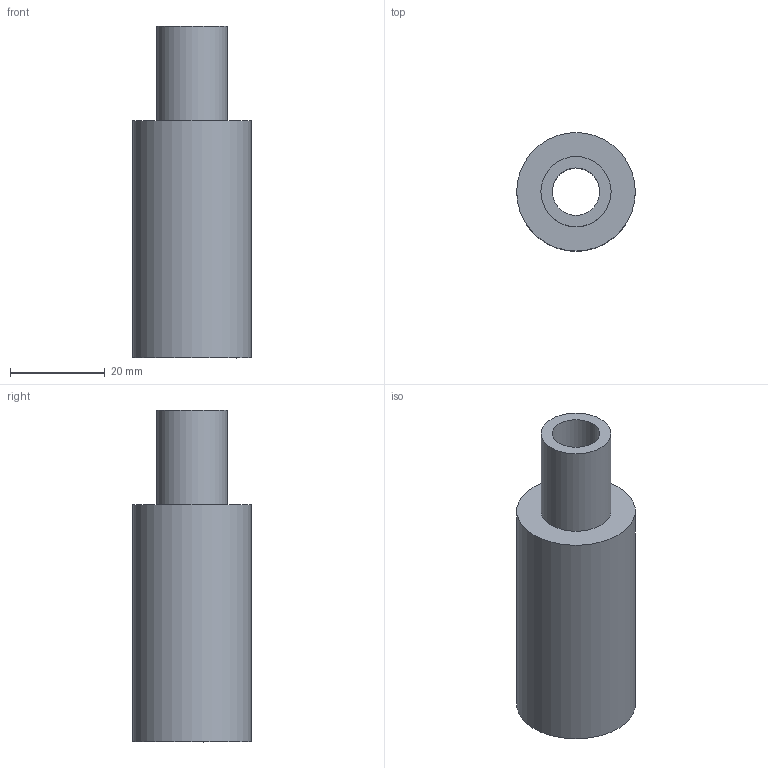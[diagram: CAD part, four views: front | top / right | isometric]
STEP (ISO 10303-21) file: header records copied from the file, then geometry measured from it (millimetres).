
FILE_DESCRIPTION(/* description */ (''),/* implementation_level */ '2;1');
FILE_NAME(/* name */ 'SpringHanger.step',/* time_stamp */ '2025-04-07T23:35:48-07:00',/* author */ (''),/* organization */ (''),/* preprocessor_version */ 'ST-DEVELOPER v20.1',/* originating_system */ 'Autodesk Translation Framework v14.4.0.0',/* authorisation */ '');
FILE_SCHEMA (('AUTOMOTIVE_DESIGN { 1 0 10303 214 3 1 1 }'));
Length unit declared in the file: millimetre
Products named in the file (1): SpringHanger
Bounding box: 25 x 25 x 70 mm (x, y, z)
Volume: 17282.2 mm3; surface area: 9566.9 mm2
Topology: 1 solids, 1 shells, 36 faces, 96 edges, 64 vertices
Faces by surface type: cylinder 30, plane 4, bspline 2
Full cylindrical faces by diameter (mm): 10 x1, 14.8 x1, 18.122 x11, 20.35 x12, 25 x1
Entity records: 4468 total; most frequent: CARTESIAN_POINT 3633, ORIENTED_EDGE 192, DIRECTION 118, EDGE_CURVE 96, VERTEX_POINT 64, B_SPLINE_CURVE_WITH_KNOTS 58, AXIS2_PLACEMENT_3D 45, EDGE_LOOP 40
